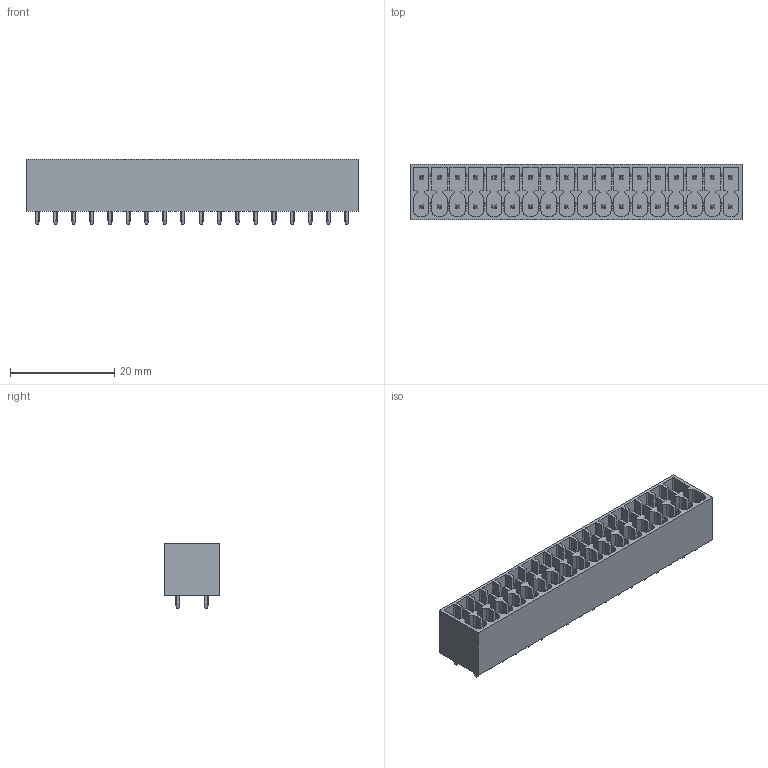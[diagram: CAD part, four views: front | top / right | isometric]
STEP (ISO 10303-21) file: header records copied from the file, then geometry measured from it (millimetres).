
FILE_DESCRIPTION((''),'2;1');
FILE_NAME('44444','2024-09-11T13:46:45',('tluser'),(''),'CREO PARAMETRIC BY PTC INC, 2018100','CREO PARAMETRIC BY PTC INC, 2018100','');
FILE_SCHEMA(('CONFIG_CONTROL_DESIGN'));
Length unit declared in the file: millimetre
Products named in the file (1): 44444
Bounding box: 63.8 x 10.6 x 12.6 mm (x, y, z)
Volume: 4270.2 mm3; surface area: 5891.2 mm2
Topology: 1 solids, 1 shells, 1575 faces, 4500 edges, 3000 vertices
Faces by surface type: plane 1007, cylinder 568
Entity records: 52184 total; most frequent: CARTESIAN_POINT 11271, ORIENTED_EDGE 9000, DIRECTION 7922, EDGE_CURVE 4500, VECTOR 3076, LINE 3076, VERTEX_POINT 3000, AXIS2_PLACEMENT_3D 2423
